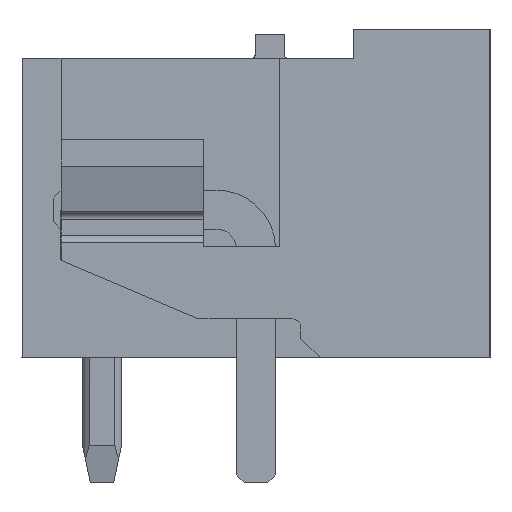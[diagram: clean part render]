
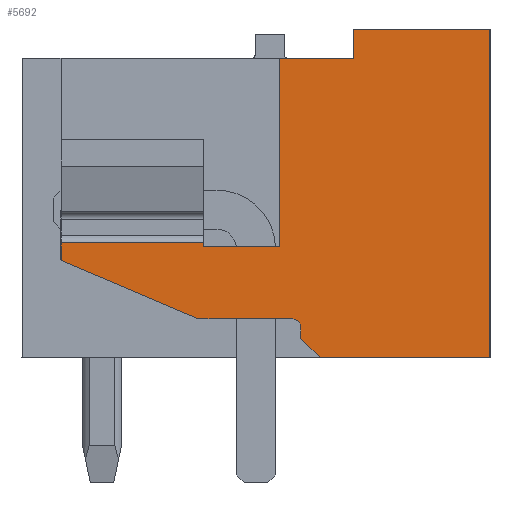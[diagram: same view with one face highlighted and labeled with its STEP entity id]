
A CAD part, left-side view. The second image highlights one B-rep face of the part: STEP entity #5692.
In plain terms, the highlighted planar face has unit normal (-1, 0, 0).
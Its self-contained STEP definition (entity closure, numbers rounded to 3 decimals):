
#5436=AXIS2_PLACEMENT_3D('Circle Axis2P3D',#5434,#5435,$) ;
#5663=AXIS2_PLACEMENT_3D('Plane Axis2P3D',#5660,#5661,#5662) ;
#269=CARTESIAN_POINT('Vertex',(0.,3.5,11.63)) ;
#272=CARTESIAN_POINT('Line Origine',(0.,1.75,11.63)) ;
#276=CARTESIAN_POINT('Vertex',(0.,0.,11.63)) ;
#743=CARTESIAN_POINT('Vertex',(0.,5.4,10.88)) ;
#746=CARTESIAN_POINT('Line Origine',(0.,4.45,10.88)) ;
#750=CARTESIAN_POINT('Vertex',(0.,3.5,10.88)) ;
#1016=CARTESIAN_POINT('Vertex',(0.,0.,3.2)) ;
#1019=CARTESIAN_POINT('Line Origine',(0.,2.177,3.2)) ;
#1023=CARTESIAN_POINT('Vertex',(0.,4.354,3.2)) ;
#2594=CARTESIAN_POINT('Line Origine',(0.,0.,7.415)) ;
#4984=CARTESIAN_POINT('Vertex',(0.,7.35,6.15)) ;
#4987=CARTESIAN_POINT('Line Origine',(0.,7.35,6.1)) ;
#4991=CARTESIAN_POINT('Vertex',(0.,7.35,6.05)) ;
#5098=CARTESIAN_POINT('Line Origine',(0.,9.175,6.15)) ;
#5102=CARTESIAN_POINT('Vertex',(0.,11.,6.15)) ;
#5324=CARTESIAN_POINT('Vertex',(0.,7.464,4.2)) ;
#5329=CARTESIAN_POINT('Line Origine',(0.,9.232,4.95)) ;
#5333=CARTESIAN_POINT('Vertex',(0.,11.,5.7)) ;
#5364=CARTESIAN_POINT('Vertex',(0.,5.054,4.2)) ;
#5369=CARTESIAN_POINT('Line Origine',(0.,6.259,4.2)) ;
#5429=CARTESIAN_POINT('Vertex',(0.,4.854,4.)) ;
#5434=CARTESIAN_POINT('Axis2P3D Location',(0.,5.054,4.)) ;
#5460=CARTESIAN_POINT('Vertex',(0.,4.854,3.7)) ;
#5465=CARTESIAN_POINT('Line Origine',(0.,4.854,3.85)) ;
#5487=CARTESIAN_POINT('Line Origine',(0.,4.604,3.45)) ;
#5513=CARTESIAN_POINT('Vertex',(0.,5.4,6.05)) ;
#5518=CARTESIAN_POINT('Line Origine',(0.,5.4,8.465)) ;
#5568=CARTESIAN_POINT('Line Origine',(0.,6.375,6.05)) ;
#5660=CARTESIAN_POINT('Axis2P3D Location',(0.,0.,0.)) ;
#5665=CARTESIAN_POINT('Line Origine',(0.,11.,5.925)) ;
#5670=CARTESIAN_POINT('Line Origine',(0.,3.5,11.255)) ;
#273=DIRECTION('Vector Direction',(0.,-1.,0.)) ;
#747=DIRECTION('Vector Direction',(0.,1.,0.)) ;
#1020=DIRECTION('Vector Direction',(0.,1.,0.)) ;
#2595=DIRECTION('Vector Direction',(0.,0.,-1.)) ;
#4988=DIRECTION('Vector Direction',(0.,0.,1.)) ;
#5099=DIRECTION('Vector Direction',(0.,1.,0.)) ;
#5330=DIRECTION('Vector Direction',(0.,-0.921,-0.391)) ;
#5370=DIRECTION('Vector Direction',(0.,-1.,0.)) ;
#5435=DIRECTION('Axis2P3D Direction',(-1.,0.,0.)) ;
#5466=DIRECTION('Vector Direction',(0.,0.,-1.)) ;
#5488=DIRECTION('Vector Direction',(0.,-0.707,-0.707)) ;
#5519=DIRECTION('Vector Direction',(0.,0.,1.)) ;
#5569=DIRECTION('Vector Direction',(0.,1.,0.)) ;
#5661=DIRECTION('Axis2P3D Direction',(-1.,0.,0.)) ;
#5662=DIRECTION('Axis2P3D XDirection',(0.,-1.,0.)) ;
#5666=DIRECTION('Vector Direction',(0.,0.,-1.)) ;
#5671=DIRECTION('Vector Direction',(0.,0.,1.)) ;
#274=VECTOR('Line Direction',#273,1.) ;
#748=VECTOR('Line Direction',#747,1.) ;
#1021=VECTOR('Line Direction',#1020,1.) ;
#2596=VECTOR('Line Direction',#2595,1.) ;
#4989=VECTOR('Line Direction',#4988,1.) ;
#5100=VECTOR('Line Direction',#5099,1.) ;
#5331=VECTOR('Line Direction',#5330,1.) ;
#5371=VECTOR('Line Direction',#5370,1.) ;
#5467=VECTOR('Line Direction',#5466,1.) ;
#5489=VECTOR('Line Direction',#5488,1.) ;
#5520=VECTOR('Line Direction',#5519,1.) ;
#5570=VECTOR('Line Direction',#5569,1.) ;
#5667=VECTOR('Line Direction',#5666,1.) ;
#5672=VECTOR('Line Direction',#5671,1.) ;
#5676=ORIENTED_EDGE('',*,*,#4993,.T.) ;
#5677=ORIENTED_EDGE('',*,*,#5104,.T.) ;
#5678=ORIENTED_EDGE('',*,*,#5669,.F.) ;
#5679=ORIENTED_EDGE('',*,*,#5335,.F.) ;
#5680=ORIENTED_EDGE('',*,*,#5373,.F.) ;
#5681=ORIENTED_EDGE('',*,*,#5438,.F.) ;
#5682=ORIENTED_EDGE('',*,*,#5469,.F.) ;
#5683=ORIENTED_EDGE('',*,*,#5491,.F.) ;
#5684=ORIENTED_EDGE('',*,*,#1025,.T.) ;
#5685=ORIENTED_EDGE('',*,*,#2598,.T.) ;
#5686=ORIENTED_EDGE('',*,*,#278,.T.) ;
#5687=ORIENTED_EDGE('',*,*,#5674,.T.) ;
#5688=ORIENTED_EDGE('',*,*,#752,.T.) ;
#5689=ORIENTED_EDGE('',*,*,#5522,.F.) ;
#5690=ORIENTED_EDGE('',*,*,#5572,.F.) ;
#5692=ADVANCED_FACE('Housing',(#5691),#5664,.T.) ;
#5437=CIRCLE('generated circle',#5436,0.2) ;
#278=EDGE_CURVE('',#277,#270,#275,.F.) ;
#752=EDGE_CURVE('',#751,#744,#749,.T.) ;
#1025=EDGE_CURVE('',#1024,#1017,#1022,.F.) ;
#2598=EDGE_CURVE('',#1017,#277,#2597,.F.) ;
#4993=EDGE_CURVE('',#4992,#4985,#4990,.T.) ;
#5104=EDGE_CURVE('',#4985,#5103,#5101,.T.) ;
#5335=EDGE_CURVE('',#5325,#5334,#5332,.F.) ;
#5373=EDGE_CURVE('',#5365,#5325,#5372,.F.) ;
#5438=EDGE_CURVE('',#5430,#5365,#5437,.T.) ;
#5469=EDGE_CURVE('',#5461,#5430,#5468,.F.) ;
#5491=EDGE_CURVE('',#1024,#5461,#5490,.F.) ;
#5522=EDGE_CURVE('',#5514,#744,#5521,.T.) ;
#5572=EDGE_CURVE('',#4992,#5514,#5571,.F.) ;
#5669=EDGE_CURVE('',#5334,#5103,#5668,.F.) ;
#5674=EDGE_CURVE('',#270,#751,#5673,.F.) ;
#5675=EDGE_LOOP('',(#5676,#5677,#5678,#5679,#5680,#5681,#5682,#5683,#5684,#5685,#5686,#5687,#5688,#5689,#5690)) ;
#5691=FACE_OUTER_BOUND('',#5675,.T.) ;
#275=LINE('Line',#272,#274) ;
#749=LINE('Line',#746,#748) ;
#1022=LINE('Line',#1019,#1021) ;
#2597=LINE('Line',#2594,#2596) ;
#4990=LINE('Line',#4987,#4989) ;
#5101=LINE('Line',#5098,#5100) ;
#5332=LINE('Line',#5329,#5331) ;
#5372=LINE('Line',#5369,#5371) ;
#5468=LINE('Line',#5465,#5467) ;
#5490=LINE('Line',#5487,#5489) ;
#5521=LINE('Line',#5518,#5520) ;
#5571=LINE('Line',#5568,#5570) ;
#5668=LINE('Line',#5665,#5667) ;
#5673=LINE('Line',#5670,#5672) ;
#5664=PLANE('',#5663) ;
#270=VERTEX_POINT('',#269) ;
#277=VERTEX_POINT('',#276) ;
#744=VERTEX_POINT('',#743) ;
#751=VERTEX_POINT('',#750) ;
#1017=VERTEX_POINT('',#1016) ;
#1024=VERTEX_POINT('',#1023) ;
#4985=VERTEX_POINT('',#4984) ;
#4992=VERTEX_POINT('',#4991) ;
#5103=VERTEX_POINT('',#5102) ;
#5325=VERTEX_POINT('',#5324) ;
#5334=VERTEX_POINT('',#5333) ;
#5365=VERTEX_POINT('',#5364) ;
#5430=VERTEX_POINT('',#5429) ;
#5461=VERTEX_POINT('',#5460) ;
#5514=VERTEX_POINT('',#5513) ;
